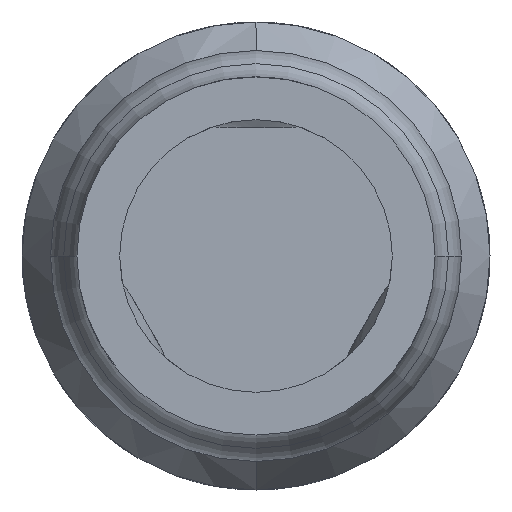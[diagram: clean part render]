
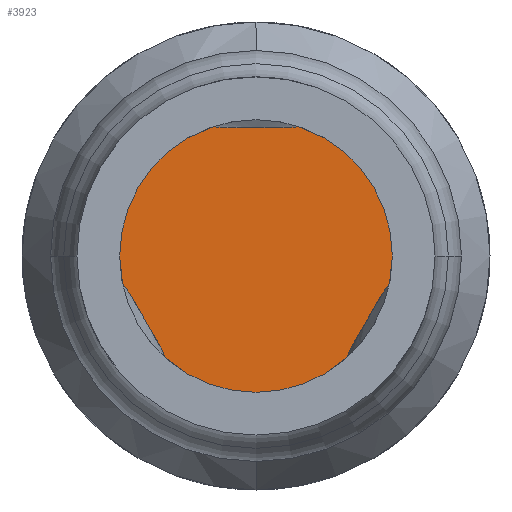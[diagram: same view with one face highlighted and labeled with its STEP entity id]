
A CAD part, front view. The second image highlights one B-rep face of the part: STEP entity #3923.
In plain terms, the highlighted planar face has unit normal (0, -1, 0).
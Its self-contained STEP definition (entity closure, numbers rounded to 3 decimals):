
#435 = CARTESIAN_POINT ( 'NONE',  ( 0., -25.35, 0. ) ) ;
#471 = DIRECTION ( 'NONE',  ( -1., 0., 0. ) ) ;
#515 = CARTESIAN_POINT ( 'NONE',  ( 0., -25.35, 0. ) ) ;
#920 = AXIS2_PLACEMENT_3D ( 'NONE', #435, #6367, #3104 ) ;
#979 = VERTEX_POINT ( 'NONE', #4611 ) ;
#1003 = DIRECTION ( 'NONE',  ( -1., 0., 0. ) ) ;
#1483 = CIRCLE ( 'NONE', #4849, 0.335 ) ;
#1549 = DIRECTION ( 'NONE',  ( 0., 1., 0. ) ) ;
#2805 = FACE_OUTER_BOUND ( 'NONE', #3131, .T. ) ;
#3104 = DIRECTION ( 'NONE',  ( -1., 0., 0. ) ) ;
#3131 = EDGE_LOOP ( 'NONE', ( #3625, #3539 ) ) ;
#3133 = DIRECTION ( 'NONE',  ( 0., 1., 0. ) ) ;
#3203 = CARTESIAN_POINT ( 'NONE',  ( -0.335, -25.35, 0. ) ) ;
#3539 = ORIENTED_EDGE ( 'NONE', *, *, #3901, .F. ) ;
#3625 = ORIENTED_EDGE ( 'NONE', *, *, #6898, .F. ) ;
#3901 = EDGE_CURVE ( 'Defeature ausgef�hrt1_39+Defeature ausgef�hrt1_80+Defeature ausgef�hrt1_80+Defeature ausgef�hrt1_80', #979, #6381, #1483, .T. ) ;
#3923 = ADVANCED_FACE ( 'Defeature ausgef�hrt1_80', ( #2805 ), #5332, .F. ) ;
#4611 = CARTESIAN_POINT ( 'NONE',  ( 0.335, -25.35, 0. ) ) ;
#4849 = AXIS2_PLACEMENT_3D ( 'NONE', #5306, #1549, #1003 ) ;
#5306 = CARTESIAN_POINT ( 'NONE',  ( 0., -25.35, 0. ) ) ;
#5332 = PLANE ( 'NONE',  #5837 ) ;
#5722 = CIRCLE ( 'NONE', #920, 0.335 ) ;
#5837 = AXIS2_PLACEMENT_3D ( 'NONE', #515, #3133, #471 ) ;
#6367 = DIRECTION ( 'NONE',  ( 0., 1., 0. ) ) ;
#6381 = VERTEX_POINT ( 'NONE', #3203 ) ;
#6898 = EDGE_CURVE ( 'Defeature ausgef�hrt1_39+Defeature ausgef�hrt1_80+Defeature ausgef�hrt1_80+Defeature ausgef�hrt1_80', #6381, #979, #5722, .T. ) ;
